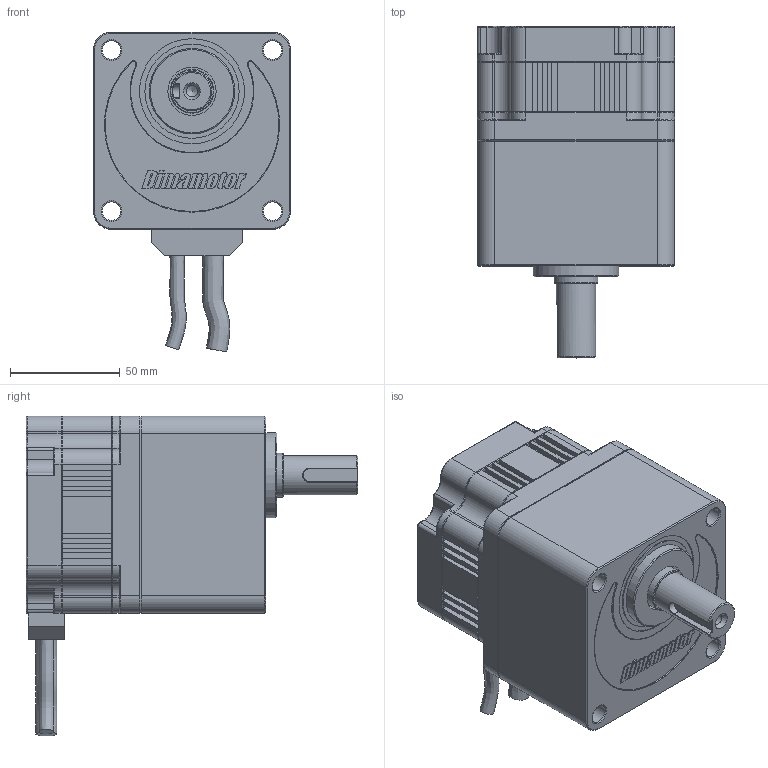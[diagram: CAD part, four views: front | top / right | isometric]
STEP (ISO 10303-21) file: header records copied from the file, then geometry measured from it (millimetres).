
FILE_DESCRIPTION( ( '' ), '1' );
FILE_NAME( 'GL9高比+MP075-X.stp', '2022-08-08T06:51:26', ( 'Dimamotor' ), ( 'Dimamotor' ), 'PSStep 17.0.49', ' ', ' ' );
FILE_SCHEMA( ( 'AUTOMOTIVE_DESIGN { 1 0 10303 214 1 1 1 1 }' ) );
Length unit declared in the file: millimetre
Products named in the file (5): Assem1; BL90-Motor上蓋+心軸; BL90-Motor下蓋+固定座; GL9_高比減速機; BL90-Motor-桶身150W
Assembly tree (4 placements, depth 2):
  Assem1
    BL90-Motor上蓋+心軸
    BL90-Motor下蓋+固定座
    GL9_高比減速機
    BL90-Motor-桶身150W
Bounding box: 90 x 151.5 x 146.02 mm (x, y, z)
Volume: 852122.3 mm3; surface area: 120190.2 mm2
Topology: 4 solids, 4 shells, 518 faces, 1306 edges, 826 vertices
Faces by surface type: plane 280, cylinder 125, torus 49, cone 39, extrusion 22, bspline 3
Full cylindrical faces by diameter (mm): 4.5 x8, 5.188 x1, 6 x2, 8.5 x8, 10 x1, 12 x1, 16 x1, 18 x1, 20 x2, 22 x1, 39 x1, 43 x1, 48 x1, 83 x1, 83.5 x1, 87 x1
Entity records: 20955 total; most frequent: CARTESIAN_POINT 4428, DIRECTION 2530, ORIENTED_EDGE 2466, EDGE_CURVE 1233, VECTOR 844, AXIS2_PLACEMENT_3D 843, LINE 822, VERTEX_POINT 810
